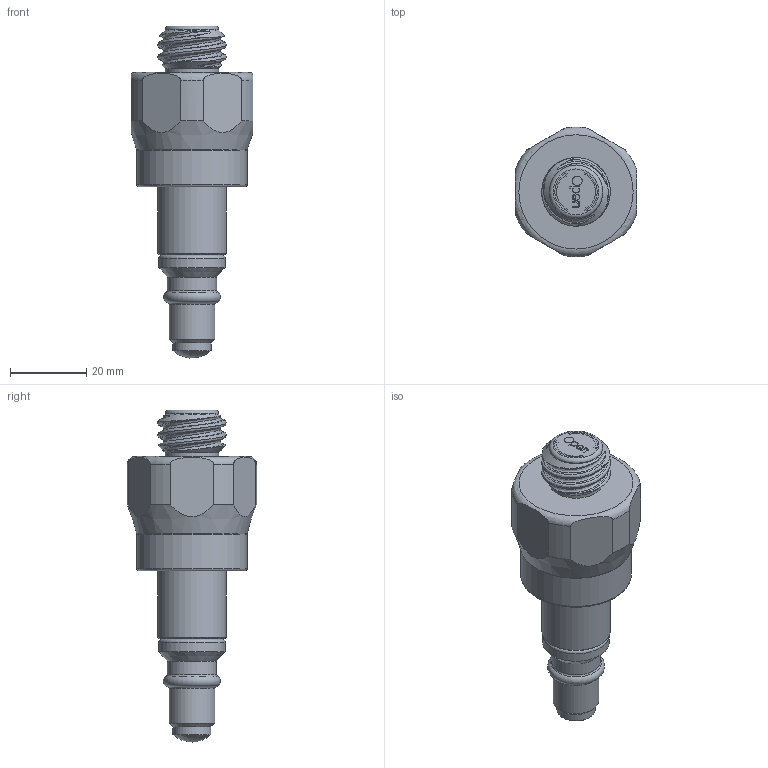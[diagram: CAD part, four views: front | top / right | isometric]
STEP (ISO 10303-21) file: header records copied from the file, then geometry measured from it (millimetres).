
FILE_DESCRIPTION(/* description */ (''),/* implementation_level */ '2;1');
FILE_NAME(/* name */ '600042E.stp',/* time_stamp */ '2025-10-27T12:52:48+01:00',/* author */ ('mbs'),/* organization */ (''),/* preprocessor_version */ 'ST-DEVELOPER v20',/* originating_system */ 'Autodesk Inventor 2024',/* authorisation */ '');
FILE_SCHEMA (('AUTOMOTIVE_DESIGN { 1 0 10303 214 3 1 1 }'));
Length unit declared in the file: millimetre
Products named in the file (1): 600042E
Bounding box: 32 x 33.97 x 87.16 mm (x, y, z)
Volume: 33728.7 mm3; surface area: 7548.5 mm2
Topology: 1 solids, 1 shells, 283 faces, 803 edges, 532 vertices
Faces by surface type: plane 122, bspline 118, cylinder 19, torus 17, cone 6, sphere 1
Full cylindrical faces by diameter (mm): 10 x1, 12 x1, 12.9 x1, 14 x1, 17.5 x1, 18 x1, 29 x1
Entity records: 12106 total; most frequent: CARTESIAN_POINT 5149, ORIENTED_EDGE 1606, DIRECTION 934, EDGE_CURVE 803, VERTEX_POINT 532, LINE 450, VECTOR 450, EDGE_LOOP 331
